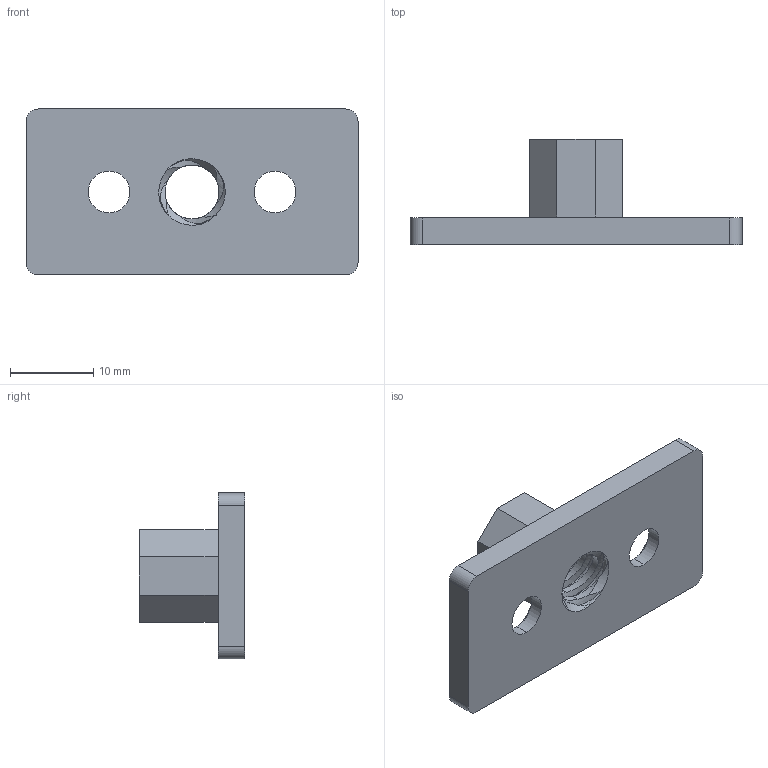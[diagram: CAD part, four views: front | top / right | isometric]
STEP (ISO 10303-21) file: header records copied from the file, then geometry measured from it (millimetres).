
FILE_DESCRIPTION (( 'STEP AP214' ), '1' );
FILE_NAME ('V-Slot Acme Nut Plate.step', '2015-01-21T14:42:09', ( 'Mark' ), ( '' ), 'SwSTEP 2.0', 'SolidWorks 2013', '' );
FILE_SCHEMA (( 'AUTOMOTIVE_DESIGN' ));
Length unit declared in the file: millimetre
Products named in the file (1): V-Slot Acme Nut Plate
Bounding box: 40 x 12.7 x 20 mm (x, y, z)
Volume: 2757.8 mm3; surface area: 2755.2 mm2
Topology: 1 solids, 1 shells, 69 faces, 193 edges, 127 vertices
Faces by surface type: cylinder 28, plane 19, bspline 12, cone 10
Entity records: 9694 total; most frequent: CARTESIAN_POINT 8092, ORIENTED_EDGE 386, DIRECTION 276, EDGE_CURVE 193, VERTEX_POINT 127, AXIS2_PLACEMENT_3D 105, EDGE_LOOP 76, FACE_OUTER_BOUND 69
